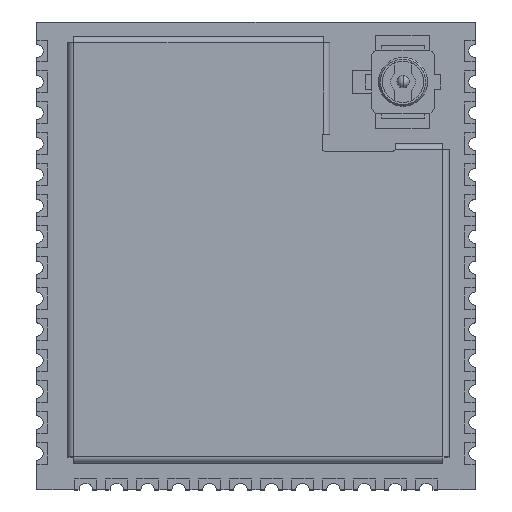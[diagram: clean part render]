
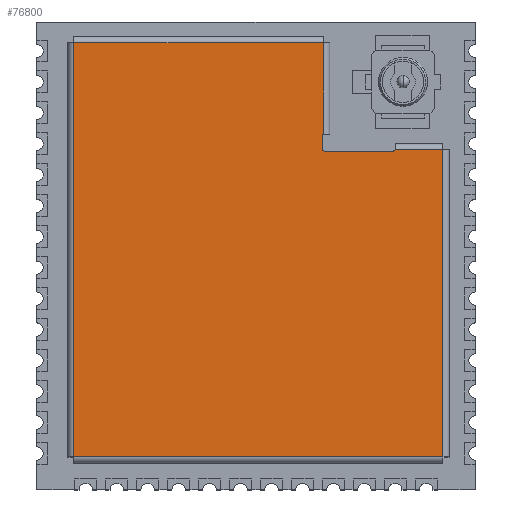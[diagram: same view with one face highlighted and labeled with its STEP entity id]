
A CAD part, top view. The second image highlights one B-rep face of the part: STEP entity #76800.
In plain terms, the highlighted planar face has unit normal (0, 0, 1).
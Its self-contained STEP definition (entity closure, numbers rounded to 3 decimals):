
#61 = LINE ( 'NONE', #23317, #62703 ) ;
#371 = PLANE ( 'NONE',  #11686 ) ;
#2090 = ORIENTED_EDGE ( 'NONE', *, *, #61945, .T. ) ;
#2430 = DIRECTION ( 'NONE',  ( 0., -1., 0. ) ) ;
#3134 = CARTESIAN_POINT ( 'NONE',  ( 15.4, 0.25, 2.4 ) ) ;
#3742 = CARTESIAN_POINT ( 'NONE',  ( 0., 12.85, 2.4 ) ) ;
#4496 = VERTEX_POINT ( 'NONE', #3134 ) ;
#8204 = CIRCLE ( 'NONE', #46981, 0.1 ) ;
#11381 = CARTESIAN_POINT ( 'NONE',  ( 13.35, 12.8, 2.4 ) ) ;
#11686 = AXIS2_PLACEMENT_3D ( 'NONE', #44947, #54132, #69322 ) ;
#12071 = EDGE_CURVE ( 'NONE', #39888, #4496, #90310, .T. ) ;
#12872 = DIRECTION ( 'NONE',  ( -1., 0., 0. ) ) ;
#13894 = VERTEX_POINT ( 'NONE', #66783 ) ;
#16329 = EDGE_CURVE ( 'NONE', #74497, #32159, #92454, .T. ) ;
#16333 = VERTEX_POINT ( 'NONE', #63025 ) ;
#19164 = FACE_OUTER_BOUND ( 'NONE', #95421, .T. ) ;
#19455 = ORIENTED_EDGE ( 'NONE', *, *, #12071, .T. ) ;
#21202 = VECTOR ( 'NONE', #59263, 1000. ) ;
#22101 = CARTESIAN_POINT ( 'NONE',  ( 10.5, 17.25, 2.4 ) ) ;
#22694 = VERTEX_POINT ( 'NONE', #60724 ) ;
#23317 = CARTESIAN_POINT ( 'NONE',  ( 10.5, 0., 2.4 ) ) ;
#24457 = DIRECTION ( 'NONE',  ( 0., 0., -1. ) ) ;
#24479 = ORIENTED_EDGE ( 'NONE', *, *, #30042, .T. ) ;
#25957 = DIRECTION ( 'NONE',  ( 1., 0., 0. ) ) ;
#26293 = EDGE_CURVE ( 'NONE', #13894, #74288, #96360, .T. ) ;
#27170 = EDGE_CURVE ( 'NONE', #16333, #40771, #73182, .T. ) ;
#28303 = DIRECTION ( 'NONE',  ( -1., 0., 0. ) ) ;
#28733 = DIRECTION ( 'NONE',  ( -1., 0., 0. ) ) ;
#28768 = CARTESIAN_POINT ( 'NONE',  ( 10.45, 13.5, 2.4 ) ) ;
#30042 = EDGE_CURVE ( 'NONE', #40771, #41352, #8204, .T. ) ;
#31540 = DIRECTION ( 'NONE',  ( -1., 0., 0. ) ) ;
#32159 = VERTEX_POINT ( 'NONE', #87470 ) ;
#32618 = CARTESIAN_POINT ( 'NONE',  ( 0.25, 0.25, 2.4 ) ) ;
#36411 = DIRECTION ( 'NONE',  ( 0., 1., 0. ) ) ;
#36497 = CARTESIAN_POINT ( 'NONE',  ( 0., 0.25, 2.4 ) ) ;
#36867 = DIRECTION ( 'NONE',  ( 0., 0., -1. ) ) ;
#37327 = VECTOR ( 'NONE', #2430, 1000. ) ;
#38071 = VECTOR ( 'NONE', #12872, 1000. ) ;
#39888 = VERTEX_POINT ( 'NONE', #32618 ) ;
#40771 = VERTEX_POINT ( 'NONE', #75751 ) ;
#40849 = CARTESIAN_POINT ( 'NONE',  ( 0.25, 0., 2.4 ) ) ;
#41352 = VERTEX_POINT ( 'NONE', #11381 ) ;
#43976 = DIRECTION ( 'NONE',  ( 0., 0., -1. ) ) ;
#44178 = DIRECTION ( 'NONE',  ( 1., 0., 0. ) ) ;
#44947 = CARTESIAN_POINT ( 'NONE',  ( 0., 0., 2.4 ) ) ;
#46981 = AXIS2_PLACEMENT_3D ( 'NONE', #67912, #36867, #28303 ) ;
#48822 = CARTESIAN_POINT ( 'NONE',  ( 10.55, 13.4, 2.4 ) ) ;
#52757 = CARTESIAN_POINT ( 'NONE',  ( 15.4, 0., 2.4 ) ) ;
#54132 = DIRECTION ( 'NONE',  ( 0., 0., -1. ) ) ;
#54486 = CARTESIAN_POINT ( 'NONE',  ( 0., 17.25, 2.4 ) ) ;
#54896 = ORIENTED_EDGE ( 'NONE', *, *, #59536, .T. ) ;
#59263 = DIRECTION ( 'NONE',  ( 0., -1., 0. ) ) ;
#59536 = EDGE_CURVE ( 'NONE', #74288, #74497, #61, .T. ) ;
#60724 = CARTESIAN_POINT ( 'NONE',  ( 10.45, 12.9, 2.4 ) ) ;
#61671 = EDGE_CURVE ( 'NONE', #13894, #22694, #64368, .T. ) ;
#61945 = EDGE_CURVE ( 'NONE', #32159, #39888, #71882, .T. ) ;
#62481 = ORIENTED_EDGE ( 'NONE', *, *, #16329, .T. ) ;
#62703 = VECTOR ( 'NONE', #69014, 1000. ) ;
#63025 = CARTESIAN_POINT ( 'NONE',  ( 15.4, 12.85, 2.4 ) ) ;
#64323 = EDGE_CURVE ( 'NONE', #87469, #41352, #95401, .T. ) ;
#64368 = LINE ( 'NONE', #28768, #21202 ) ;
#65465 = ORIENTED_EDGE ( 'NONE', *, *, #64323, .F. ) ;
#65562 = CARTESIAN_POINT ( 'NONE',  ( 10.45, 12.8, 2.4 ) ) ;
#65654 = AXIS2_PLACEMENT_3D ( 'NONE', #48822, #24457, #31540 ) ;
#66783 = CARTESIAN_POINT ( 'NONE',  ( 10.45, 13.4, 2.4 ) ) ;
#67082 = VECTOR ( 'NONE', #44178, 1000. ) ;
#67912 = CARTESIAN_POINT ( 'NONE',  ( 13.35, 12.9, 2.4 ) ) ;
#67960 = LINE ( 'NONE', #52757, #85430 ) ;
#69014 = DIRECTION ( 'NONE',  ( 0., 1., 0. ) ) ;
#69322 = DIRECTION ( 'NONE',  ( -1., 0., 0. ) ) ;
#69651 = ORIENTED_EDGE ( 'NONE', *, *, #27170, .T. ) ;
#69762 = ORIENTED_EDGE ( 'NONE', *, *, #61671, .F. ) ;
#70275 = CIRCLE ( 'NONE', #94516, 0.1 ) ;
#71882 = LINE ( 'NONE', #40849, #37327 ) ;
#73182 = LINE ( 'NONE', #3742, #38071 ) ;
#73357 = ORIENTED_EDGE ( 'NONE', *, *, #78548, .T. ) ;
#74288 = VERTEX_POINT ( 'NONE', #84058 ) ;
#74497 = VERTEX_POINT ( 'NONE', #22101 ) ;
#75751 = CARTESIAN_POINT ( 'NONE',  ( 13.437, 12.85, 2.4 ) ) ;
#76800 = ADVANCED_FACE ( 'NONE', ( #19164 ), #371, .F. ) ;
#77649 = VECTOR ( 'NONE', #85355, 1000. ) ;
#78548 = EDGE_CURVE ( 'NONE', #87469, #22694, #70275, .T. ) ;
#81104 = EDGE_CURVE ( 'NONE', #4496, #16333, #67960, .T. ) ;
#83029 = CARTESIAN_POINT ( 'NONE',  ( 10.55, 12.9, 2.4 ) ) ;
#84058 = CARTESIAN_POINT ( 'NONE',  ( 10.5, 13.487, 2.4 ) ) ;
#85355 = DIRECTION ( 'NONE',  ( -1., 0., 0. ) ) ;
#85430 = VECTOR ( 'NONE', #36411, 1000. ) ;
#86233 = VECTOR ( 'NONE', #25957, 1000. ) ;
#87469 = VERTEX_POINT ( 'NONE', #97255 ) ;
#87470 = CARTESIAN_POINT ( 'NONE',  ( 0.25, 17.25, 2.4 ) ) ;
#90310 = LINE ( 'NONE', #36497, #67082 ) ;
#92454 = LINE ( 'NONE', #54486, #77649 ) ;
#94516 = AXIS2_PLACEMENT_3D ( 'NONE', #83029, #43976, #28733 ) ;
#94658 = ORIENTED_EDGE ( 'NONE', *, *, #26293, .T. ) ;
#95401 = LINE ( 'NONE', #65562, #86233 ) ;
#95421 = EDGE_LOOP ( 'NONE', ( #69762, #94658, #54896, #62481, #2090, #19455, #97516, #69651, #24479, #65465, #73357 ) ) ;
#96360 = CIRCLE ( 'NONE', #65654, 0.1 ) ;
#97255 = CARTESIAN_POINT ( 'NONE',  ( 10.55, 12.8, 2.4 ) ) ;
#97516 = ORIENTED_EDGE ( 'NONE', *, *, #81104, .T. ) ;
